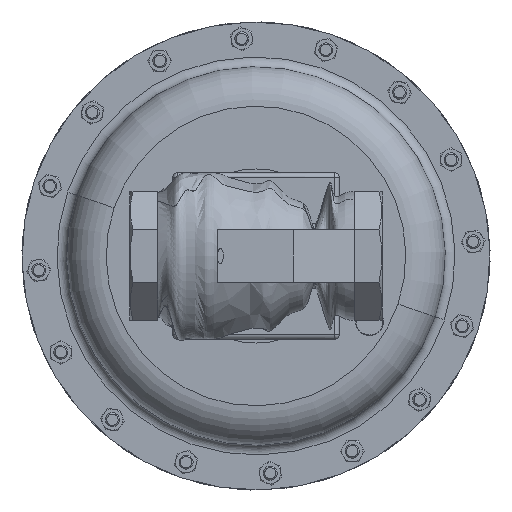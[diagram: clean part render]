
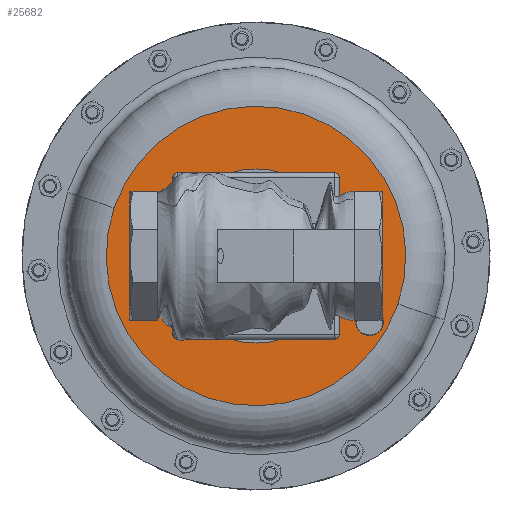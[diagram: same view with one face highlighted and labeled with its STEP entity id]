
A CAD part, front view. The second image highlights one B-rep face of the part: STEP entity #25682.
In plain terms, the highlighted planar face has unit normal (0, -1, 0).
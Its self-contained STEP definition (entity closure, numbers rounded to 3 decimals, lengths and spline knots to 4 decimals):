
#566 = CIRCLE ( 'NONE', #11983, 2.325 ) ;
#2558 = DIRECTION ( 'NONE',  ( 0., 1., 0. ) ) ;
#3362 = CARTESIAN_POINT ( 'NONE',  ( 0., 8.92, 0. ) ) ;
#3440 = DIRECTION ( 'NONE',  ( 0.947, 0., -0.321 ) ) ;
#3684 = AXIS2_PLACEMENT_3D ( 'NONE', #3362, #30886, #7325 ) ;
#4643 = EDGE_LOOP ( 'NONE', ( #48856, #11005 ) ) ;
#4855 = CARTESIAN_POINT ( 'NONE',  ( 3.7877, 8.92, -1.2858 ) ) ;
#4903 = FACE_OUTER_BOUND ( 'NONE', #23141, .T. ) ;
#7311 = CIRCLE ( 'NONE', #22521, 4. ) ;
#7325 = DIRECTION ( 'NONE',  ( 0.947, 0., -0.321 ) ) ;
#7615 = ORIENTED_EDGE ( 'NONE', *, *, #28732, .F. ) ;
#8035 = PLANE ( 'NONE',  #24678 ) ;
#9097 = CIRCLE ( 'NONE', #20911, 2.325 ) ;
#9691 = EDGE_CURVE ( 'NONE', #25470, #13849, #566, .T. ) ;
#9744 = EDGE_CURVE ( 'NONE', #39009, #44482, #7311, .T. ) ;
#10563 = ORIENTED_EDGE ( 'NONE', *, *, #37162, .T. ) ;
#10781 = CARTESIAN_POINT ( 'NONE',  ( 3.0311, 8.92, -1.75 ) ) ;
#11005 = ORIENTED_EDGE ( 'NONE', *, *, #33426, .F. ) ;
#11983 = AXIS2_PLACEMENT_3D ( 'NONE', #18562, #46077, #22524 ) ;
#12125 = CARTESIAN_POINT ( 'NONE',  ( -3.7877, 8.92, 1.2858 ) ) ;
#12780 = VERTEX_POINT ( 'NONE', #48420 ) ;
#12830 = DIRECTION ( 'NONE',  ( 0., -1., 0. ) ) ;
#12892 = FACE_BOUND ( 'NONE', #4643, .T. ) ;
#13849 = VERTEX_POINT ( 'NONE', #47322 ) ;
#14728 = DIRECTION ( 'NONE',  ( 0.947, 0., -0.321 ) ) ;
#15956 = DIRECTION ( 'NONE',  ( -0.947, 0., 0.321 ) ) ;
#17822 = AXIS2_PLACEMENT_3D ( 'NONE', #26130, #2558, #30085 ) ;
#18562 = CARTESIAN_POINT ( 'NONE',  ( 0., 8.92, 0. ) ) ;
#20911 = AXIS2_PLACEMENT_3D ( 'NONE', #36386, #12830, #40336 ) ;
#21980 = CIRCLE ( 'NONE', #17822, 0.375 ) ;
#22521 = AXIS2_PLACEMENT_3D ( 'NONE', #50483, #26994, #3440 ) ;
#22524 = DIRECTION ( 'NONE',  ( 0., 0., -1. ) ) ;
#23141 = EDGE_LOOP ( 'NONE', ( #7615, #38638 ) ) ;
#24678 = AXIS2_PLACEMENT_3D ( 'NONE', #35558, #39503, #15956 ) ;
#25064 = CIRCLE ( 'NONE', #3684, 4. ) ;
#25470 = VERTEX_POINT ( 'NONE', #45719 ) ;
#25682 = ADVANCED_FACE ( 'NONE', ( #12892, #4903, #33837 ), #8035, .T. ) ;
#26130 = CARTESIAN_POINT ( 'NONE',  ( 3.0311, 8.92, -1.75 ) ) ;
#26994 = DIRECTION ( 'NONE',  ( 0., 1., 0. ) ) ;
#27173 = EDGE_LOOP ( 'NONE', ( #29764, #10563 ) ) ;
#28319 = EDGE_CURVE ( 'NONE', #34946, #12780, #21980, .T. ) ;
#28732 = EDGE_CURVE ( 'NONE', #44482, #39009, #25064, .T. ) ;
#29764 = ORIENTED_EDGE ( 'NONE', *, *, #28319, .T. ) ;
#30085 = DIRECTION ( 'NONE',  ( 0.947, 0., -0.321 ) ) ;
#30149 = CARTESIAN_POINT ( 'NONE',  ( 3.3862, 8.92, -1.8705 ) ) ;
#30886 = DIRECTION ( 'NONE',  ( 0., 1., 0. ) ) ;
#33426 = EDGE_CURVE ( 'NONE', #13849, #25470, #9097, .T. ) ;
#33837 = FACE_BOUND ( 'NONE', #27173, .T. ) ;
#34946 = VERTEX_POINT ( 'NONE', #30149 ) ;
#35558 = CARTESIAN_POINT ( 'NONE',  ( -1.2858, 8.92, -3.7877 ) ) ;
#35972 = CIRCLE ( 'NONE', #41084, 0.375 ) ;
#36386 = CARTESIAN_POINT ( 'NONE',  ( 0., 8.92, 0. ) ) ;
#37162 = EDGE_CURVE ( 'NONE', #12780, #34946, #35972, .T. ) ;
#38261 = DIRECTION ( 'NONE',  ( 0., 1., 0. ) ) ;
#38638 = ORIENTED_EDGE ( 'NONE', *, *, #9744, .F. ) ;
#39009 = VERTEX_POINT ( 'NONE', #12125 ) ;
#39503 = DIRECTION ( 'NONE',  ( 0., -1., 0. ) ) ;
#40336 = DIRECTION ( 'NONE',  ( 0., 0., -1. ) ) ;
#41084 = AXIS2_PLACEMENT_3D ( 'NONE', #10781, #38261, #14728 ) ;
#44482 = VERTEX_POINT ( 'NONE', #4855 ) ;
#45719 = CARTESIAN_POINT ( 'NONE',  ( 0., 8.92, -2.325 ) ) ;
#46077 = DIRECTION ( 'NONE',  ( 0., -1., 0. ) ) ;
#47322 = CARTESIAN_POINT ( 'NONE',  ( 0., 8.92, 2.325 ) ) ;
#48420 = CARTESIAN_POINT ( 'NONE',  ( 2.676, 8.92, -1.6295 ) ) ;
#48856 = ORIENTED_EDGE ( 'NONE', *, *, #9691, .F. ) ;
#50483 = CARTESIAN_POINT ( 'NONE',  ( 0., 8.92, 0. ) ) ;
